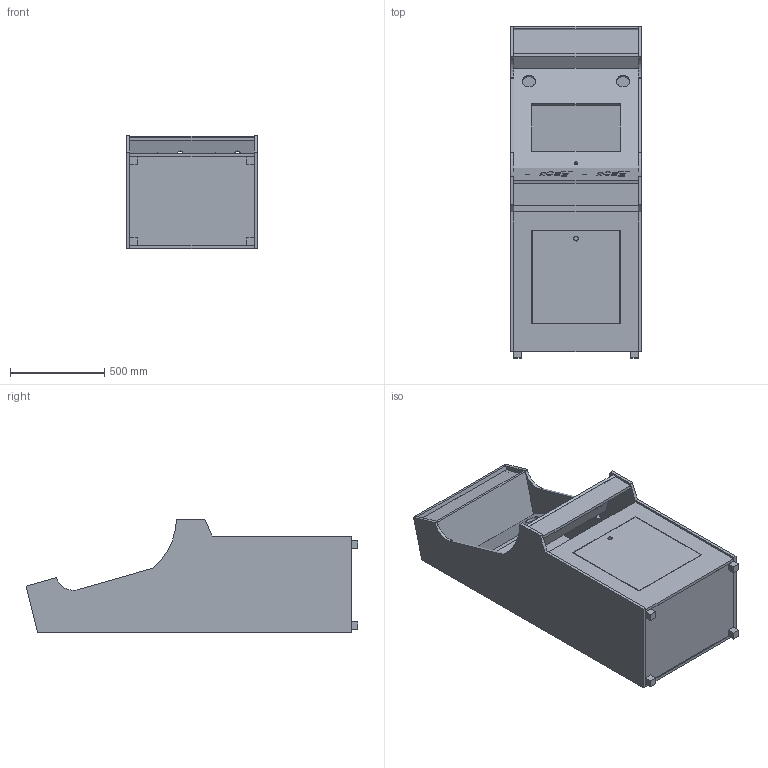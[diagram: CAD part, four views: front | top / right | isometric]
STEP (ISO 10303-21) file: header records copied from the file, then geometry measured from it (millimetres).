
FILE_DESCRIPTION(/* description */ (''),/* implementation_level */ '2;1');
FILE_NAME(/* name */ 'arcade_cabinet.step',/* time_stamp */ '2020-09-05T17:36:10+02:00',/* author */ (''),/* organization */ (''),/* preprocessor_version */ 'ST-DEVELOPER v18.1',/* originating_system */ 'Autodesk Translation Framework v9.3.0.1241',/* authorisation */ '');
FILE_SCHEMA (('AUTOMOTIVE_DESIGN { 1 0 10303 214 3 1 1 }'));
Length unit declared in the file: millimetre
Products named in the file (22): Arcade Cabinet; Right panel; Top left holder lightbox; Top right holder lightbox; Bottom panel lightbox; Back panel; Top panel lightbox; Front panel below button panel; Front panel hatch; Left panel; Bottom left holder lightbox; Bottom right holder lightbox; Screen panel; Right hold screen panel; Left hold screen panel; Bottom panel; Button panel; Front panel hatch door; Front right foot; Front left foot; Back left foot; Back right foot
Assembly tree (21 placements, depth 2):
  Arcade Cabinet
    Right panel
    Top left holder lightbox
    Top right holder lightbox
    Bottom panel lightbox
    Back panel
    Top panel lightbox
    Front panel below button panel
    Front panel hatch
    Left panel
    Bottom left holder lightbox
    Bottom right holder lightbox
    Screen panel
    Right hold screen panel
    Left hold screen panel
    Bottom panel
    Button panel
    Front panel hatch door
    Front right foot
    Front left foot
    Back left foot
    Back right foot
Bounding box: 692.1 x 1760.67 x 602.84 mm (x, y, z)
Volume: 67617848.9 mm3; surface area: 9215454.3 mm2
Topology: 22 solids, 22 shells, 189 faces, 435 edges, 290 vertices
Faces by surface type: plane 157, cylinder 32
Full cylindrical faces by diameter (mm): 19 x1, 20 x2, 24 x5, 30 x16, 71 x2
Entity records: 6106 total; most frequent: DIRECTION 963, CARTESIAN_POINT 957, ORIENTED_EDGE 870, EDGE_CURVE 435, LINE 371, VECTOR 371, AXIS2_PLACEMENT_3D 296, VERTEX_POINT 290
